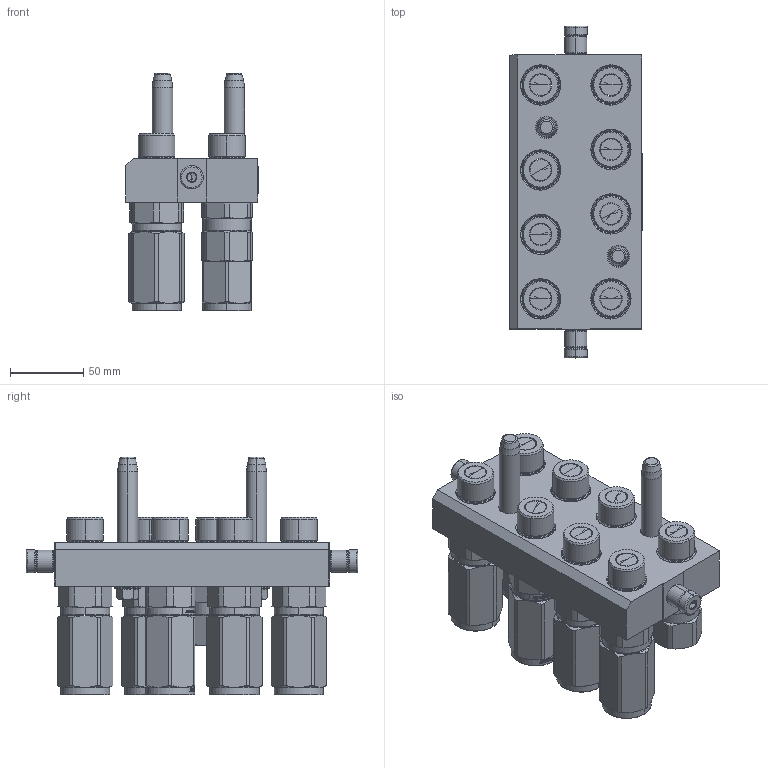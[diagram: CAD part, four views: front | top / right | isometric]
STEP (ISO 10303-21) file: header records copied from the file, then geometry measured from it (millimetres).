
FILE_DESCRIPTION (( 'STEP AP214' ), '1' );
FILE_NAME ('FASTER.step', '2021-09-09T13:06:17', ( '' ), ( '' ), 'SwSTEP 2.0', 'SolidWorks 2017', '' );
FILE_SCHEMA (( 'AUTOMOTIVE_DESIGN' ));
Length unit declared in the file: millimetre
Products named in the file (11): 4830_013_3000_030; P808_M_BASE; 2ffnp12-18g_m; FASTER; 4850_010_0000_020; 3ffnp12_gas_m; et002; 4830_021_1000_000; 4830_028_1000_011; 1540_080_0008_000
Assembly tree (20 placements, depth 3):
  FASTER
    P808_M_BASE
      4850_010_0000_020
      4830_021_1000_000  x2
      1540_080_0008_000  x2
      4830_013_3000_030  x2
      4830_028_1000_011  x2
    3ffnp12_gas_m  x6
      3ffnp12_gas_m
    2ffnp12-18g_m  x2
    et002
Bounding box: 90.3 x 226.6 x 162.2 mm (x, y, z)
Volume: 75409.1 mm3; surface area: 236812.2 mm2
Topology: 9 solids, 74 shells, 3296 faces, 9757 edges, 6392 vertices
Faces by surface type: plane 1709, cone 604, cylinder 593, bspline 206, torus 184
Entity records: 65405 total; most frequent: CARTESIAN_POINT 16208, ORIENTED_EDGE 9091, DIRECTION 8559, EDGE_CURVE 4728, VECTOR 3327, LINE 3327, VERTEX_POINT 3067, AXIS2_PLACEMENT_3D 2616
